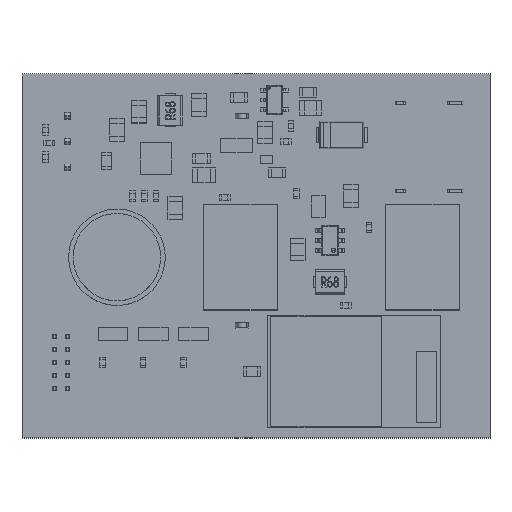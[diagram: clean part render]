
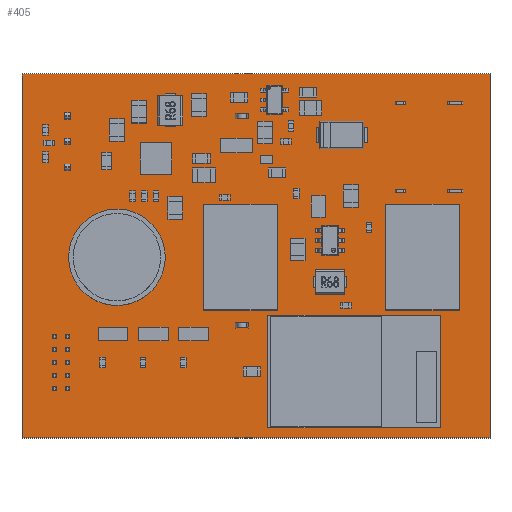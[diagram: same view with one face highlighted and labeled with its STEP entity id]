
A CAD part, top view. The second image highlights one B-rep face of the part: STEP entity #405.
In plain terms, the highlighted planar face has unit normal (0, 0, 1).
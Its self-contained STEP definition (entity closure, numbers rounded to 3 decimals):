
#276 = VERTEX_POINT('',#277);
#277 = CARTESIAN_POINT('',(43.18,27.432,0.624));
#283 = EDGE_CURVE('',#276,#284,#286,.T.);
#284 = VERTEX_POINT('',#285);
#285 = CARTESIAN_POINT('',(88.9,27.432,0.624));
#286 = LINE('',#287,#288);
#287 = CARTESIAN_POINT('',(43.18,27.432,0.624));
#288 = VECTOR('',#289,1.);
#289 = DIRECTION('',(1.,0.,0.));
#314 = EDGE_CURVE('',#284,#315,#317,.T.);
#315 = VERTEX_POINT('',#316);
#316 = CARTESIAN_POINT('',(88.9,62.992,0.624));
#317 = LINE('',#318,#319);
#318 = CARTESIAN_POINT('',(88.9,27.432,0.624));
#319 = VECTOR('',#320,1.);
#320 = DIRECTION('',(0.,1.,0.));
#345 = EDGE_CURVE('',#315,#346,#348,.T.);
#346 = VERTEX_POINT('',#347);
#347 = CARTESIAN_POINT('',(43.18,62.992,0.624));
#348 = LINE('',#349,#350);
#349 = CARTESIAN_POINT('',(88.9,62.992,0.624));
#350 = VECTOR('',#351,1.);
#351 = DIRECTION('',(-1.,0.,0.));
#376 = EDGE_CURVE('',#346,#276,#377,.T.);
#377 = LINE('',#378,#379);
#378 = CARTESIAN_POINT('',(43.18,62.992,0.624));
#379 = VECTOR('',#380,1.);
#380 = DIRECTION('',(0.,-1.,0.));
#405 = ADVANCED_FACE('',(#406),#412,.F.);
#406 = FACE_BOUND('',#407,.T.);
#407 = EDGE_LOOP('',(#408,#409,#410,#411));
#408 = ORIENTED_EDGE('',*,*,#283,.T.);
#409 = ORIENTED_EDGE('',*,*,#314,.T.);
#410 = ORIENTED_EDGE('',*,*,#345,.T.);
#411 = ORIENTED_EDGE('',*,*,#376,.T.);
#412 = PLANE('',#413);
#413 = AXIS2_PLACEMENT_3D('',#414,#415,#416);
#414 = CARTESIAN_POINT('',(43.18,27.432,0.624));
#415 = DIRECTION('',(0.,0.,-1.));
#416 = DIRECTION('',(-1.,0.,0.));
